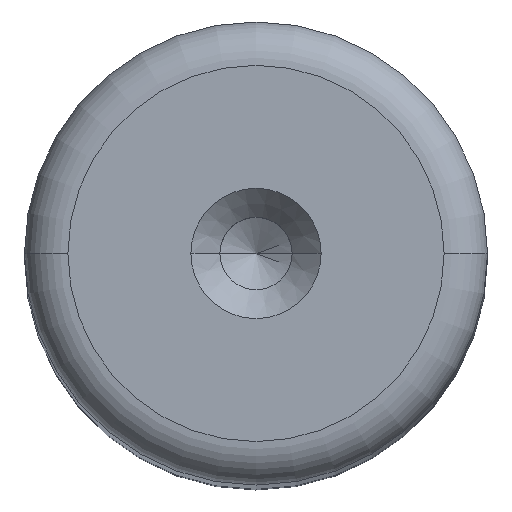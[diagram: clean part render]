
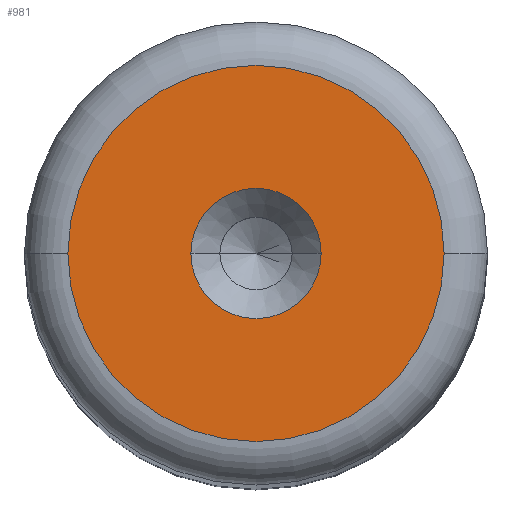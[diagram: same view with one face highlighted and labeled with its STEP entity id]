
A CAD part, top view. The second image highlights one B-rep face of the part: STEP entity #981.
In plain terms, the highlighted planar face has unit normal (0, 0, 1).
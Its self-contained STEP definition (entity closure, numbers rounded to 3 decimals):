
#23 = DIRECTION ( 'NONE',  ( 0., 0., 1. ) ) ;
#37 = DIRECTION ( 'NONE',  ( 1., 0., 0. ) ) ;
#162 = CARTESIAN_POINT ( 'NONE',  ( -6.5, 0., 100. ) ) ;
#163 = ORIENTED_EDGE ( 'NONE', *, *, #648, .T. ) ;
#240 = CARTESIAN_POINT ( 'NONE',  ( 6.5, 0., 100. ) ) ;
#267 = FACE_OUTER_BOUND ( 'NONE', #323, .T. ) ;
#295 = EDGE_CURVE ( 'NONE', #403, #1379, #354, .T. ) ;
#323 = EDGE_LOOP ( 'NONE', ( #1321, #163 ) ) ;
#343 = AXIS2_PLACEMENT_3D ( 'NONE', #763, #23, #884 ) ;
#354 = CIRCLE ( 'NONE', #1560, 2.25 ) ;
#360 = ORIENTED_EDGE ( 'NONE', *, *, #295, .F. ) ;
#403 = VERTEX_POINT ( 'NONE', #1415 ) ;
#431 = CARTESIAN_POINT ( 'NONE',  ( -2.25, 0., 100. ) ) ;
#493 = CARTESIAN_POINT ( 'NONE',  ( 0., 0., 100. ) ) ;
#519 = AXIS2_PLACEMENT_3D ( 'NONE', #1508, #778, #37 ) ;
#555 = CARTESIAN_POINT ( 'NONE',  ( 0., 0., 100. ) ) ;
#622 = DIRECTION ( 'NONE',  ( 1., 0., 0. ) ) ;
#648 = EDGE_CURVE ( 'NONE', #1201, #974, #1193, .T. ) ;
#684 = DIRECTION ( 'NONE',  ( 1., 0., 0. ) ) ;
#762 = CARTESIAN_POINT ( 'NONE',  ( 0., 0., 100. ) ) ;
#763 = CARTESIAN_POINT ( 'NONE',  ( 0., 0., 100. ) ) ;
#776 = CIRCLE ( 'NONE', #519, 2.25 ) ;
#778 = DIRECTION ( 'NONE',  ( 0., 0., 1. ) ) ;
#816 = EDGE_CURVE ( 'NONE', #974, #1201, #913, .T. ) ;
#839 = EDGE_LOOP ( 'NONE', ( #360, #1039 ) ) ;
#884 = DIRECTION ( 'NONE',  ( 1., 0., 0. ) ) ;
#913 = CIRCLE ( 'NONE', #1325, 6.5 ) ;
#926 = DIRECTION ( 'NONE',  ( 0., 0., 1. ) ) ;
#955 = AXIS2_PLACEMENT_3D ( 'NONE', #493, #1355, #622 ) ;
#974 = VERTEX_POINT ( 'NONE', #240 ) ;
#981 = ADVANCED_FACE ( 'NONE', ( #1544, #267 ), #1111, .T. ) ;
#1039 = ORIENTED_EDGE ( 'NONE', *, *, #1144, .F. ) ;
#1111 = PLANE ( 'NONE',  #955 ) ;
#1144 = EDGE_CURVE ( 'NONE', #1379, #403, #776, .T. ) ;
#1193 = CIRCLE ( 'NONE', #343, 6.5 ) ;
#1201 = VERTEX_POINT ( 'NONE', #162 ) ;
#1321 = ORIENTED_EDGE ( 'NONE', *, *, #816, .T. ) ;
#1325 = AXIS2_PLACEMENT_3D ( 'NONE', #555, #1417, #684 ) ;
#1342 = DIRECTION ( 'NONE',  ( 1., 0., 0. ) ) ;
#1355 = DIRECTION ( 'NONE',  ( 0., 0., 1. ) ) ;
#1379 = VERTEX_POINT ( 'NONE', #431 ) ;
#1415 = CARTESIAN_POINT ( 'NONE',  ( 2.25, 0., 100. ) ) ;
#1417 = DIRECTION ( 'NONE',  ( 0., 0., 1. ) ) ;
#1508 = CARTESIAN_POINT ( 'NONE',  ( 0., 0., 100. ) ) ;
#1544 = FACE_BOUND ( 'NONE', #839, .T. ) ;
#1560 = AXIS2_PLACEMENT_3D ( 'NONE', #762, #926, #1342 ) ;
